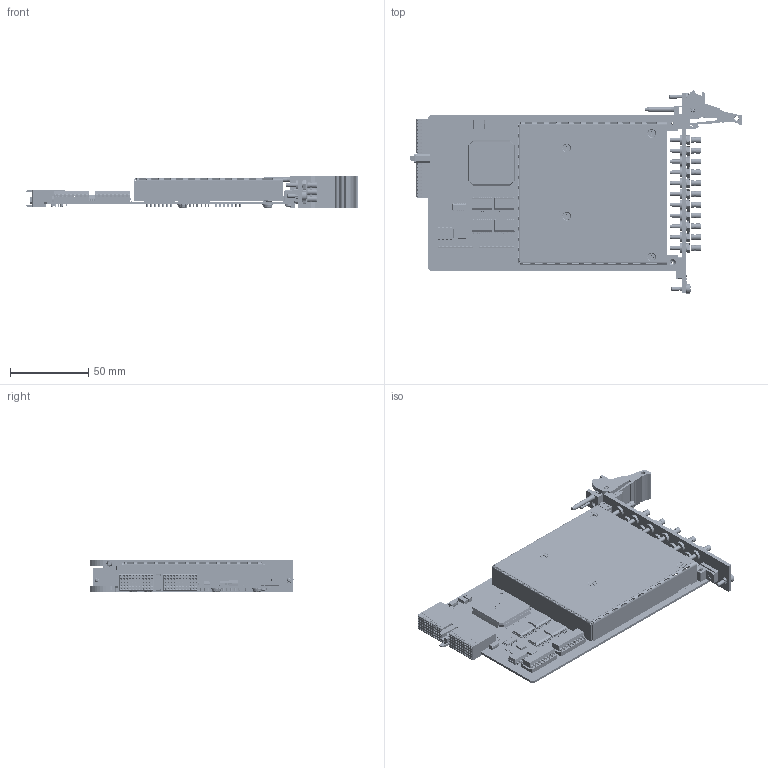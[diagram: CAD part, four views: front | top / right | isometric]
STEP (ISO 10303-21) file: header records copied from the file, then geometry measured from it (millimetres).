
FILE_DESCRIPTION (( 'STEP AP214' ), '1' );
FILE_NAME ('40-747-511 16 Channel FR Multiplexer.STEP', '2013-09-05T14:52:00', ( 'admin' ), ( '' ), 'SwSTEP 2.0', 'SolidWorks 2012', '' );
FILE_SCHEMA (( 'AUTOMOTIVE_DESIGN' ));
Length unit declared in the file: millimetre
Products named in the file (1): 40-747-511 16 Channel FR Multiplexer
Bounding box: 211.99 x 129.67 x 20 mm (x, y, z)
Surface area: 98777.8 mm2 (no closed solid volume)
Topology: 0 solids, 643 shells, 4289 faces, 16500 edges, 12368 vertices
Faces by surface type: plane 2749, cylinder 1241, cone 140, bspline 101, torus 36, sphere 22
Full cylindrical faces by diameter (mm): 0.313 x1, 0.5 x1, 0.6 x110, 0.7 x153, 1 x35, 1.245 x38, 1.372 x30, 1.397 x11, 1.429 x1, 1.448 x1, 1.496 x2, 1.501 x1, 1.524 x2, 1.564 x1, 1.583 x1, 1.651 x64, 2 x28, 2.05 x1, 2.2 x17, 2.497 x1, 2.5 x3, 2.6 x18, 2.7 x1, 2.8 x1, 3 x3, 3.291 x17, 3.665 x1, 3.7 x34, 4.35 x1, 4.7 x4
Entity records: 227623 total; most frequent: CARTESIAN_POINT 50596, DIRECTION 26134, ORIENTED_EDGE 21542, EDGE_CURVE 15345, VERTEX_POINT 12030, VECTOR 10580, LINE 10580, AXIS2_PLACEMENT_3D 7777
